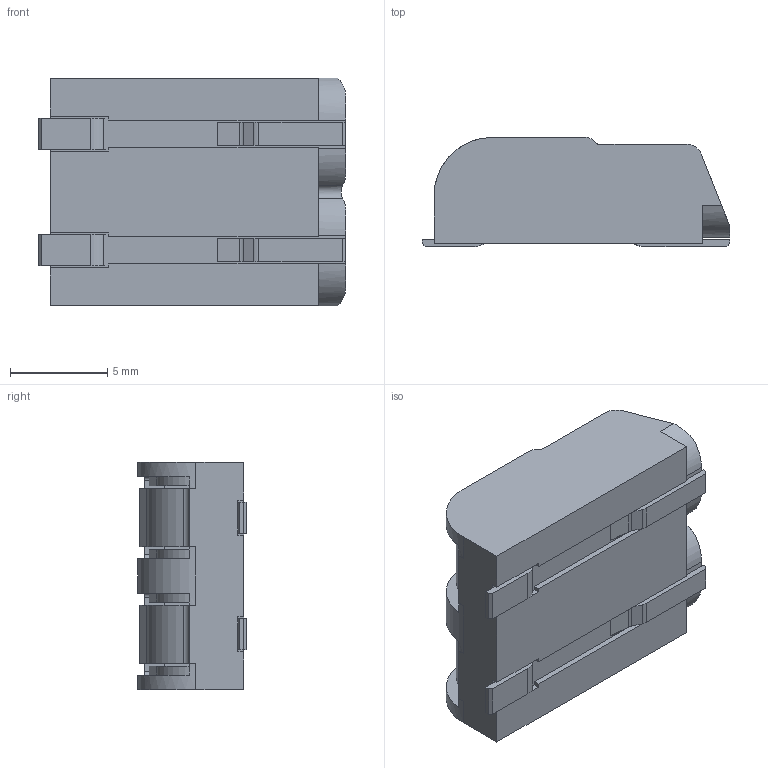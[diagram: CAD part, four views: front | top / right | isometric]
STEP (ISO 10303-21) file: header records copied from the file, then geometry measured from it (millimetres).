
FILE_DESCRIPTION( ( 'STEP AP214' ), '1' );
FILE_NAME( '2061-602_998-404.stp', '2021-02-08T13:03:59', ( 'License CC BY-ND 4.0' ), ( 'CADENAS' ), ' ', 'PARTsolutions', ' ' );
FILE_SCHEMA( ( 'AUTOMOTIVE_DESIGN { 1 0 10303 214 1 1 1 1 }' ) );
Length unit declared in the file: millimetre
Products named in the file (1): _2061-602/998-404
Bounding box: 15.8 x 5.6 x 11.7 mm (x, y, z)
Volume: 627.4 mm3; surface area: 1012.2 mm2
Topology: 1 solids, 1 shells, 186 faces, 544 edges, 362 vertices
Faces by surface type: plane 131, cylinder 53, sphere 2
Full cylindrical faces by diameter (mm): 3.2 x2
Entity records: 7626 total; most frequent: CARTESIAN_POINT 1135, ORIENTED_EDGE 1068, DIRECTION 1020, EDGE_CURVE 534, LINE 398, VECTOR 398, VERTEX_POINT 358, AXIS2_PLACEMENT_3D 311
